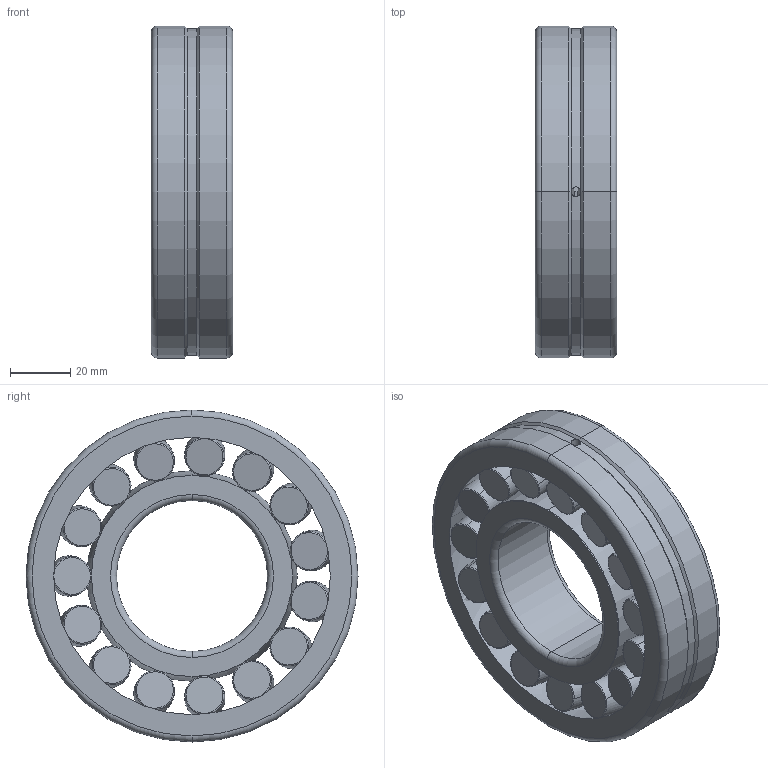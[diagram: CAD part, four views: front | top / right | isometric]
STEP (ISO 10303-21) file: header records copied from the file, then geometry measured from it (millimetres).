
FILE_DESCRIPTION(('STEP AP214'),'1');
FILE_NAME('21310-e1-xl.stp','2024-04-18T06:37:54',('TraceParts'),('TraceParts S.A.'),'Spatial InterOp 3D',' ',' ');
FILE_SCHEMA(('AUTOMOTIVE_DESIGN { 1 0 10303 214 1 1 1 1 }'));
Length unit declared in the file: millimetre
Products named in the file (1): 21310-e1-xl_1
Bounding box: 27 x 110 x 110 mm (x, y, z)
Volume: 153704.6 mm3; surface area: 56310.5 mm2
Topology: 32 solids, 32 shells, 278 faces, 501 edges, 283 vertices
Faces by surface type: torus 196, plane 64, cylinder 12, cone 4, sphere 2
Entity records: 9588 total; most frequent: DIRECTION 1599, CARTESIAN_POINT 1159, ORIENTED_EDGE 998, AXIS2_PLACEMENT_3D 792, EDGE_CURVE 499, CIRCLE 482, STYLED_ITEM 310, PRESENTATION_STYLE_ASSIGNMENT 310
